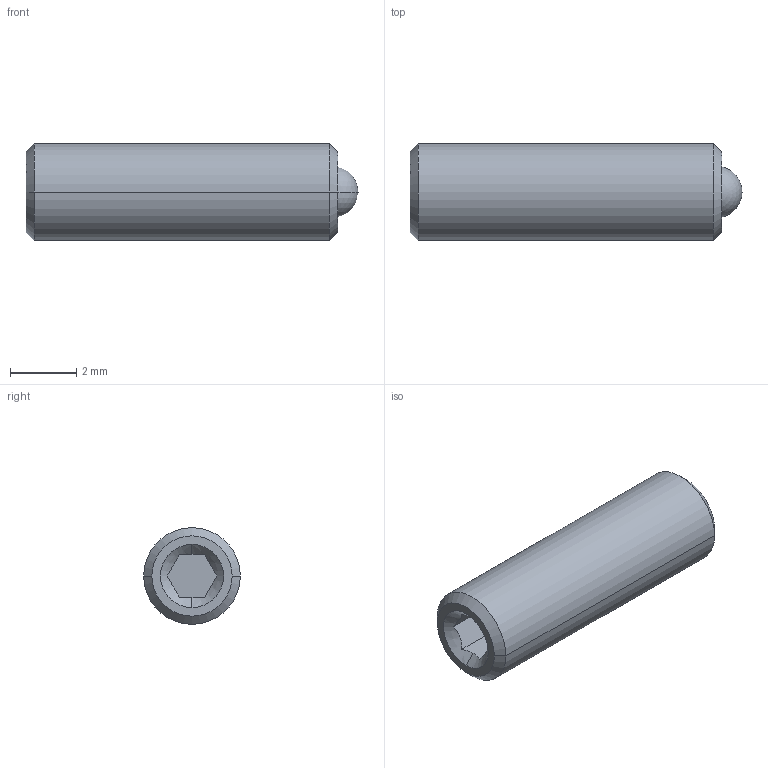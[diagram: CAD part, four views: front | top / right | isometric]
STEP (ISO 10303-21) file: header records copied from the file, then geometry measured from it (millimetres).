
FILE_DESCRIPTION (( 'STEP AP214' ), '1' );
FILE_NAME ('3207-E0W.STEP', '2011-08-18T19:39:12', ( 'Admin' ), ( 'Thorlabs, Inc.' ), 'SwSTEP 2.0', 'SolidWorks 2011', '' );
FILE_SCHEMA (( 'AUTOMOTIVE_DESIGN' ));
Length unit declared in the file: inch
Products named in the file (1): 3207-E0W
Bounding box: 10.02 x 2.92 x 2.92 mm (x, y, z)
Volume: 60.5 mm3; surface area: 113.5 mm2
Topology: 2 solids, 2 shells, 23 faces, 55 edges, 34 vertices
Faces by surface type: plane 9, cone 8, cylinder 4, sphere 2
Entity records: 988 total; most frequent: CARTESIAN_POINT 143, DIRECTION 104, ORIENTED_EDGE 96, EDGE_CURVE 48, AXIS2_PLACEMENT_3D 40, VERTEX_POINT 31, LENGTH_MEASURE_WITH_UNIT 27, UNCERTAINTY_MEASURE_WITH_UNIT 27
